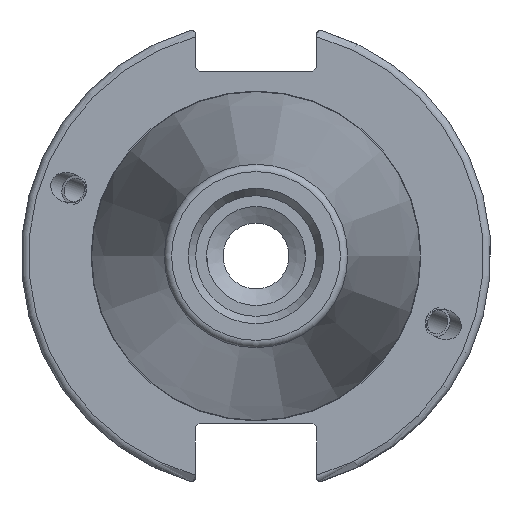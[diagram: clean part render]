
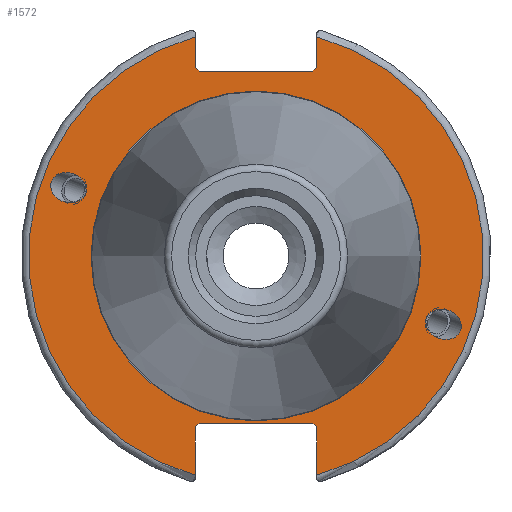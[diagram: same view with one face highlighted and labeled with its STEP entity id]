
A CAD part, left-side view. The second image highlights one B-rep face of the part: STEP entity #1572.
In plain terms, the highlighted planar face has unit normal (-1, 0, 0).
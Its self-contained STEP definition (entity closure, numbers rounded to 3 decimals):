
#73=FACE_BOUND('',#323,.T.);
#74=FACE_BOUND('',#324,.T.);
#75=FACE_BOUND('',#325,.T.);
#91=PLANE('',#1756);
#135=ELLIPSE('',#1707,2.442,2.);
#144=ELLIPSE('',#1750,2.442,2.);
#220=FACE_OUTER_BOUND('',#322,.T.);
#322=EDGE_LOOP('',(#1274,#1275,#1276,#1277,#1278,#1279,#1280,#1281,#1282,
#1283,#1284,#1285));
#323=EDGE_LOOP('',(#1286));
#324=EDGE_LOOP('',(#1287));
#325=EDGE_LOOP('',(#1288));
#422=LINE('',#2786,#518);
#423=LINE('',#2788,#519);
#424=LINE('',#2790,#520);
#425=LINE('',#2792,#521);
#426=LINE('',#2794,#522);
#427=LINE('',#2798,#523);
#428=LINE('',#2800,#524);
#429=LINE('',#2802,#525);
#430=LINE('',#2804,#526);
#431=LINE('',#2805,#527);
#518=VECTOR('',#2113,10.);
#519=VECTOR('',#2114,10.);
#520=VECTOR('',#2115,10.);
#521=VECTOR('',#2116,10.);
#522=VECTOR('',#2117,10.);
#523=VECTOR('',#2120,10.);
#524=VECTOR('',#2121,10.);
#525=VECTOR('',#2122,10.);
#526=VECTOR('',#2123,10.);
#527=VECTOR('',#2124,10.);
#614=CIRCLE('',#1754,22.3);
#616=CIRCLE('',#1757,30.75);
#617=CIRCLE('',#1758,30.75);
#702=VERTEX_POINT('',#2587);
#742=VERTEX_POINT('',#2770);
#745=VERTEX_POINT('',#2777);
#746=VERTEX_POINT('',#2782);
#747=VERTEX_POINT('',#2783);
#748=VERTEX_POINT('',#2785);
#749=VERTEX_POINT('',#2787);
#750=VERTEX_POINT('',#2789);
#751=VERTEX_POINT('',#2791);
#752=VERTEX_POINT('',#2793);
#753=VERTEX_POINT('',#2795);
#754=VERTEX_POINT('',#2797);
#755=VERTEX_POINT('',#2799);
#756=VERTEX_POINT('',#2801);
#757=VERTEX_POINT('',#2803);
#880=EDGE_CURVE('',#702,#702,#135,.T.);
#936=EDGE_CURVE('',#742,#742,#144,.T.);
#939=EDGE_CURVE('',#745,#745,#614,.T.);
#941=EDGE_CURVE('',#746,#747,#616,.T.);
#942=EDGE_CURVE('',#746,#748,#422,.T.);
#943=EDGE_CURVE('',#749,#748,#423,.T.);
#944=EDGE_CURVE('',#749,#750,#424,.T.);
#945=EDGE_CURVE('',#751,#750,#425,.T.);
#946=EDGE_CURVE('',#751,#752,#426,.T.);
#947=EDGE_CURVE('',#753,#752,#617,.T.);
#948=EDGE_CURVE('',#753,#754,#427,.T.);
#949=EDGE_CURVE('',#755,#754,#428,.T.);
#950=EDGE_CURVE('',#755,#756,#429,.T.);
#951=EDGE_CURVE('',#757,#756,#430,.T.);
#952=EDGE_CURVE('',#757,#747,#431,.T.);
#1274=ORIENTED_EDGE('',*,*,#941,.F.);
#1275=ORIENTED_EDGE('',*,*,#942,.T.);
#1276=ORIENTED_EDGE('',*,*,#943,.F.);
#1277=ORIENTED_EDGE('',*,*,#944,.T.);
#1278=ORIENTED_EDGE('',*,*,#945,.F.);
#1279=ORIENTED_EDGE('',*,*,#946,.T.);
#1280=ORIENTED_EDGE('',*,*,#947,.F.);
#1281=ORIENTED_EDGE('',*,*,#948,.T.);
#1282=ORIENTED_EDGE('',*,*,#949,.F.);
#1283=ORIENTED_EDGE('',*,*,#950,.T.);
#1284=ORIENTED_EDGE('',*,*,#951,.F.);
#1285=ORIENTED_EDGE('',*,*,#952,.T.);
#1286=ORIENTED_EDGE('',*,*,#880,.T.);
#1287=ORIENTED_EDGE('',*,*,#936,.T.);
#1288=ORIENTED_EDGE('',*,*,#939,.F.);
#1572=ADVANCED_FACE('',(#220,#73,#74,#75),#91,.T.);
#1707=AXIS2_PLACEMENT_3D('',#2589,#1994,#1995);
#1750=AXIS2_PLACEMENT_3D('',#2772,#2097,#2098);
#1754=AXIS2_PLACEMENT_3D('',#2779,#2105,#2106);
#1756=AXIS2_PLACEMENT_3D('',#2781,#2109,#2110);
#1757=AXIS2_PLACEMENT_3D('',#2784,#2111,#2112);
#1758=AXIS2_PLACEMENT_3D('',#2796,#2118,#2119);
#1994=DIRECTION('center_axis',(1.,0.,0.));
#1995=DIRECTION('ref_axis',(0.,-0.94,-0.342));
#2097=DIRECTION('center_axis',(1.,0.,0.));
#2098=DIRECTION('ref_axis',(0.,0.94,0.342));
#2105=DIRECTION('center_axis',(-1.,0.,0.));
#2106=DIRECTION('ref_axis',(0.,-1.,0.));
#2109=DIRECTION('center_axis',(-1.,0.,0.));
#2110=DIRECTION('ref_axis',(0.,0.,1.));
#2111=DIRECTION('center_axis',(1.,0.,0.));
#2112=DIRECTION('ref_axis',(0.,-1.,0.));
#2113=DIRECTION('',(0.,0.,-1.));
#2114=DIRECTION('',(0.,-0.707,0.707));
#2115=DIRECTION('',(0.,1.,0.));
#2116=DIRECTION('',(0.,-0.707,-0.707));
#2117=DIRECTION('',(0.,0.,1.));
#2118=DIRECTION('center_axis',(1.,0.,0.));
#2119=DIRECTION('ref_axis',(0.,1.,0.));
#2120=DIRECTION('',(0.,0.,1.));
#2121=DIRECTION('',(0.,0.707,-0.707));
#2122=DIRECTION('',(0.,-1.,0.));
#2123=DIRECTION('',(0.,0.707,0.707));
#2124=DIRECTION('',(0.,0.,-1.));
#2587=CARTESIAN_POINT('',(3.175,-23.077,-8.399));
#2589=CARTESIAN_POINT('Origin',(3.175,-25.372,-9.235));
#2770=CARTESIAN_POINT('',(3.175,23.077,8.399));
#2772=CARTESIAN_POINT('Origin',(3.175,25.372,9.235));
#2777=CARTESIAN_POINT('',(3.175,0.,22.3));
#2779=CARTESIAN_POINT('Origin',(3.175,0.,0.));
#2781=CARTESIAN_POINT('Origin',(3.175,31.75,0.));
#2782=CARTESIAN_POINT('',(3.175,-8.19,29.639));
#2783=CARTESIAN_POINT('',(3.175,-8.19,-29.639));
#2784=CARTESIAN_POINT('Origin',(3.175,0.,0.));
#2785=CARTESIAN_POINT('',(3.175,-8.19,25.5));
#2786=CARTESIAN_POINT('',(3.175,-8.19,12.5));
#2787=CARTESIAN_POINT('',(3.175,-7.69,25.));
#2788=CARTESIAN_POINT('',(3.175,8.295,9.015));
#2789=CARTESIAN_POINT('',(3.175,7.69,25.));
#2790=CARTESIAN_POINT('',(3.175,15.875,25.));
#2791=CARTESIAN_POINT('',(3.175,8.19,25.5));
#2792=CARTESIAN_POINT('',(3.175,7.58,24.89));
#2793=CARTESIAN_POINT('',(3.175,8.19,29.639));
#2794=CARTESIAN_POINT('',(3.175,8.19,12.5));
#2795=CARTESIAN_POINT('',(3.175,8.19,-29.639));
#2796=CARTESIAN_POINT('Origin',(3.175,0.,0.));
#2797=CARTESIAN_POINT('',(3.175,8.19,-23.1));
#2798=CARTESIAN_POINT('',(3.175,8.19,-11.3));
#2799=CARTESIAN_POINT('',(3.175,7.69,-22.6));
#2800=CARTESIAN_POINT('',(3.175,8.18,-23.09));
#2801=CARTESIAN_POINT('',(3.175,-7.69,-22.6));
#2802=CARTESIAN_POINT('',(3.175,15.875,-22.6));
#2803=CARTESIAN_POINT('',(3.175,-8.19,-23.1));
#2804=CARTESIAN_POINT('',(3.175,7.695,-7.215));
#2805=CARTESIAN_POINT('',(3.175,-8.19,-11.3));
